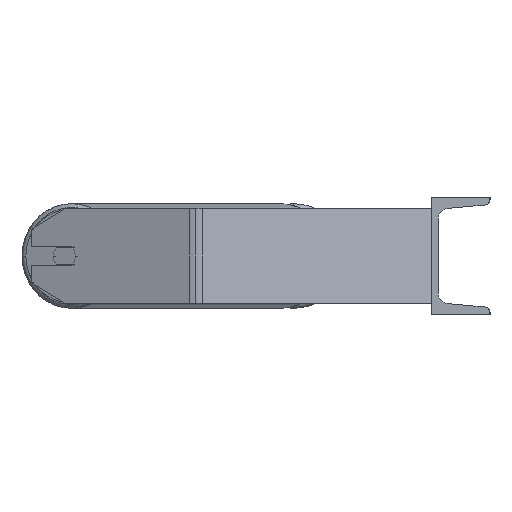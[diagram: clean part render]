
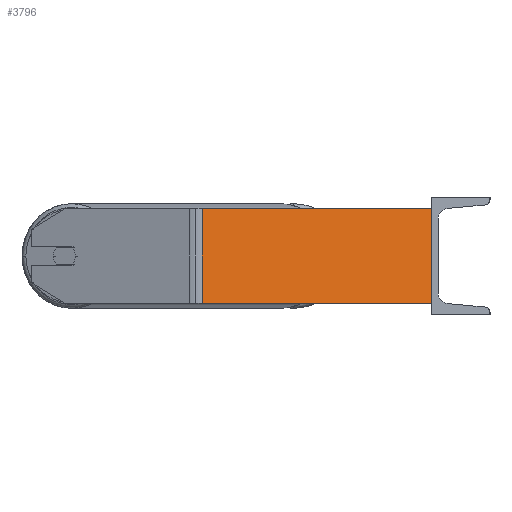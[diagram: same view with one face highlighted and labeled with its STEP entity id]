
A CAD part, left-side view. The second image highlights one B-rep face of the part: STEP entity #3796.
In plain terms, the highlighted planar face has unit normal (-0.94, -0.342, 0).
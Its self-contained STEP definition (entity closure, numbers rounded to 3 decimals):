
#349 = VECTOR ( 'NONE', #2389, 1000. ) ;
#398 = VERTEX_POINT ( 'NONE', #7644 ) ;
#478 = EDGE_CURVE ( 'NONE', #978, #8927, #1479, .T. ) ;
#809 = EDGE_CURVE ( 'NONE', #978, #398, #1425, .T. ) ;
#978 = VERTEX_POINT ( 'NONE', #6211 ) ;
#997 = CARTESIAN_POINT ( 'NONE',  ( -785., 0., 40. ) ) ;
#1044 = VERTEX_POINT ( 'NONE', #7581 ) ;
#1425 = LINE ( 'NONE', #4226, #9045 ) ;
#1479 = LINE ( 'NONE', #7863, #6496 ) ;
#2339 = ORIENTED_EDGE ( 'NONE', *, *, #2732, .T. ) ;
#2389 = DIRECTION ( 'NONE',  ( 0., 0., -1. ) ) ;
#2596 = EDGE_CURVE ( 'NONE', #398, #1044, #6630, .T. ) ;
#2732 = EDGE_CURVE ( 'NONE', #8927, #1044, #3297, .T. ) ;
#3297 = LINE ( 'NONE', #6241, #4213 ) ;
#3301 = FACE_OUTER_BOUND ( 'NONE', #7838, .T. ) ;
#3434 = DIRECTION ( 'NONE',  ( 0.94, 0.342, 0. ) ) ;
#3796 = ADVANCED_FACE ( 'NONE', ( #3301 ), #4076, .F. ) ;
#4076 = PLANE ( 'NONE',  #7508 ) ;
#4213 = VECTOR ( 'NONE', #4843, 1000. ) ;
#4226 = CARTESIAN_POINT ( 'NONE',  ( -857.86, 200.182, 40. ) ) ;
#4702 = ORIENTED_EDGE ( 'NONE', *, *, #478, .T. ) ;
#4843 = DIRECTION ( 'NONE',  ( 0.342, -0.94, 0. ) ) ;
#4906 = ORIENTED_EDGE ( 'NONE', *, *, #809, .F. ) ;
#5948 = CARTESIAN_POINT ( 'NONE',  ( -855.868, 194.709, -40. ) ) ;
#6211 = CARTESIAN_POINT ( 'NONE',  ( -855.868, 194.709, 40. ) ) ;
#6241 = CARTESIAN_POINT ( 'NONE',  ( -857.86, 200.182, -40. ) ) ;
#6252 = DIRECTION ( 'NONE',  ( -0.342, 0.94, 0. ) ) ;
#6420 = DIRECTION ( 'NONE',  ( 0., 0., -1. ) ) ;
#6496 = VECTOR ( 'NONE', #6420, 1000. ) ;
#6630 = LINE ( 'NONE', #997, #349 ) ;
#7115 = DIRECTION ( 'NONE',  ( 0.342, -0.94, 0. ) ) ;
#7508 = AXIS2_PLACEMENT_3D ( 'NONE', #7658, #3434, #6252 ) ;
#7581 = CARTESIAN_POINT ( 'NONE',  ( -785., 0., -40. ) ) ;
#7644 = CARTESIAN_POINT ( 'NONE',  ( -785., 0., 40. ) ) ;
#7658 = CARTESIAN_POINT ( 'NONE',  ( -857.86, 200.182, 40. ) ) ;
#7838 = EDGE_LOOP ( 'NONE', ( #2339, #8647, #4906, #4702 ) ) ;
#7863 = CARTESIAN_POINT ( 'NONE',  ( -855.868, 194.709, 40. ) ) ;
#8647 = ORIENTED_EDGE ( 'NONE', *, *, #2596, .F. ) ;
#8927 = VERTEX_POINT ( 'NONE', #5948 ) ;
#9045 = VECTOR ( 'NONE', #7115, 1000. ) ;
